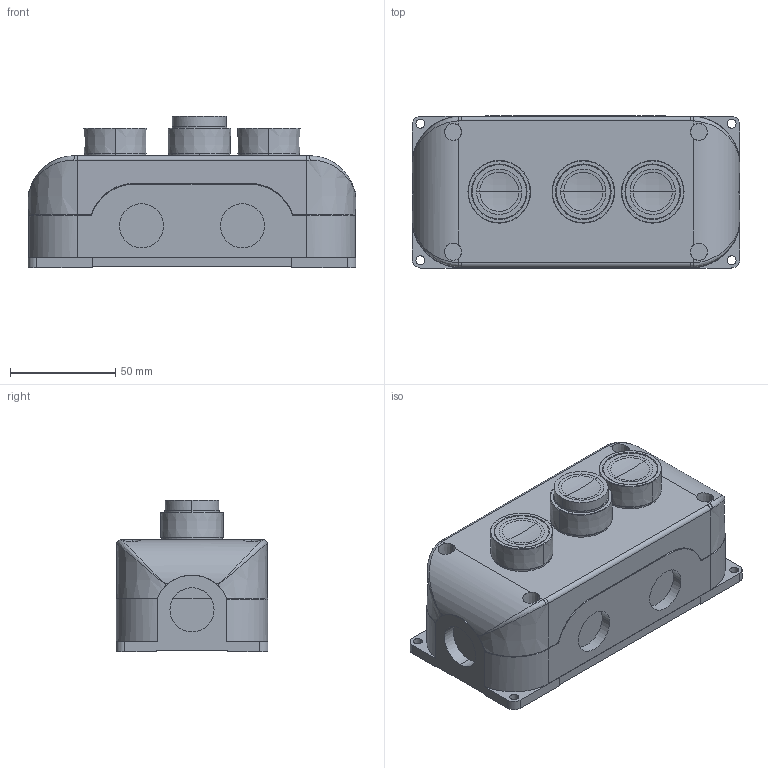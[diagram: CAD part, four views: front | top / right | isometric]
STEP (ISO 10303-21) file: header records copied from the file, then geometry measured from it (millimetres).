
FILE_DESCRIPTION (( 'STEP AP203' ), '1' );
FILE_NAME ('SB314-017-G.step', '2025-02-06T16:44:50', ( '' ), ( '' ), 'SwSTEP 2.0', 'SolidWorks 2024', '' );
FILE_SCHEMA (( 'CONFIG_CONTROL_DESIGN' ));
Length unit declared in the file: inch
Products named in the file (1): SB314-017-G
Bounding box: 156 x 72.29 x 72.2 mm (x, y, z)
Volume: 318398.1 mm3; surface area: 102898 mm2
Topology: 10 solids, 26 shells, 528 faces, 1261 edges, 826 vertices
Faces by surface type: plane 218, cylinder 146, cone 86, bspline 78
Entity records: 21758 total; most frequent: CARTESIAN_POINT 10042, ORIENTED_EDGE 2522, DIRECTION 2231, EDGE_CURVE 1261, AXIS2_PLACEMENT_3D 833, VERTEX_POINT 826, EDGE_LOOP 587, LINE 565
